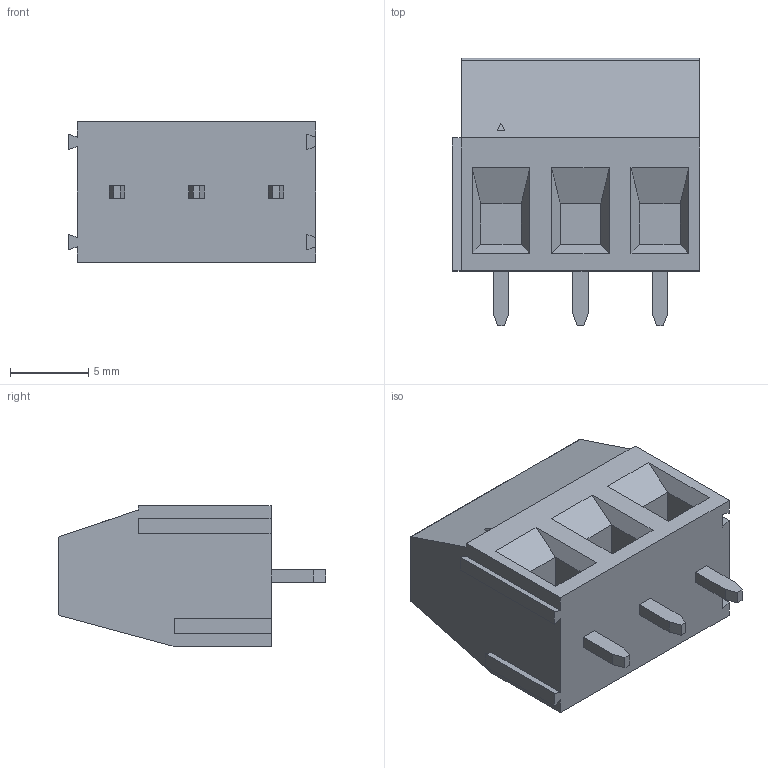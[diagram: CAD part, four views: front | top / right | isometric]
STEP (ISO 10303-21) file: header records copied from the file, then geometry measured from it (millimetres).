
FILE_DESCRIPTION (( 'STEP AP214' ), '1' );
FILE_NAME ('DG125-5.08-03P-14-00AH.STEP', '2021-01-11T19:05:57', ( '' ), ( '' ), 'SwSTEP 2.0', 'SolidWorks 2020', '' );
FILE_SCHEMA (( 'AUTOMOTIVE_DESIGN' ));
Length unit declared in the file: millimetre
Products named in the file (1): DG125-5.08-03P-14-00AH
Bounding box: 15.81 x 17.1 x 9 mm (x, y, z)
Volume: 1467 mm3; surface area: 1308 mm2
Topology: 1 solids, 1 shells, 484 faces, 1267 edges, 829 vertices
Faces by surface type: plane 253, bspline 180, cylinder 28, torus 15, cone 8
Entity records: 27623 total; most frequent: CARTESIAN_POINT 12901, ORIENTED_EDGE 2534, DIRECTION 1623, EDGE_CURVE 1267, VERTEX_POINT 829, LINE 789, VECTOR 789, EDGE_LOOP 528
